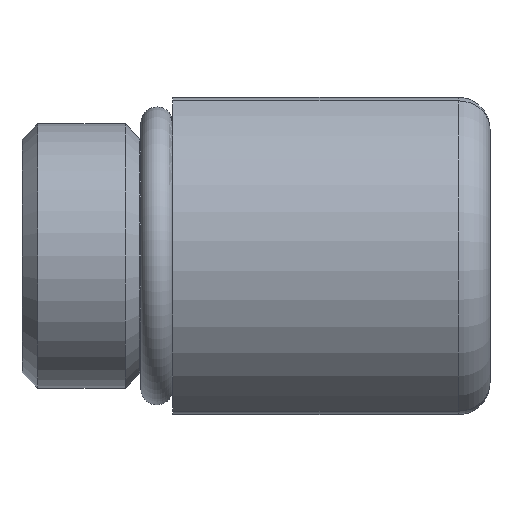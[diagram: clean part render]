
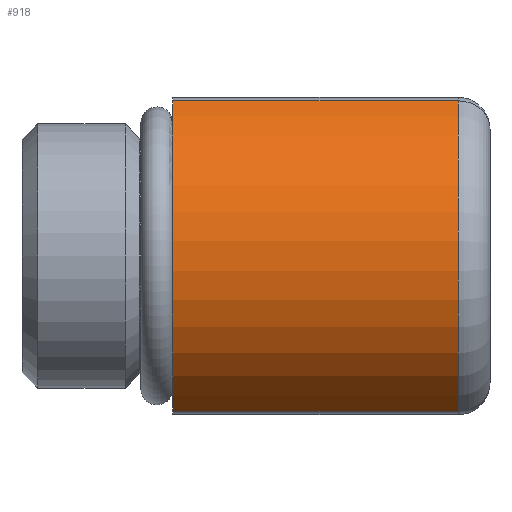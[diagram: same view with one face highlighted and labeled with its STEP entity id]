
A CAD part, left-side view. The second image highlights one B-rep face of the part: STEP entity #918.
In plain terms, the highlighted cylindrical face has radius 11 mm (diameter 22 mm), a partial arc.
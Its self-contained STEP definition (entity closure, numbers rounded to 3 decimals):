
#61=CYLINDRICAL_SURFACE('',#1029,11.);
#89=LINE('',#1499,#119);
#94=LINE('',#1520,#124);
#119=VECTOR('',#1197,10.);
#124=VECTOR('',#1224,10.);
#167=FACE_OUTER_BOUND('',#230,.T.);
#230=EDGE_LOOP('',(#626,#627,#628,#629));
#293=CIRCLE('',#1001,11.);
#312=CIRCLE('',#1030,11.);
#369=VERTEX_POINT('',#1458);
#371=VERTEX_POINT('',#1461);
#384=VERTEX_POINT('',#1497);
#389=VERTEX_POINT('',#1518);
#449=EDGE_CURVE('',#371,#369,#293,.T.);
#468=EDGE_CURVE('',#384,#369,#89,.T.);
#478=EDGE_CURVE('',#389,#384,#312,.T.);
#479=EDGE_CURVE('',#371,#389,#94,.T.);
#626=ORIENTED_EDGE('',*,*,#468,.F.);
#627=ORIENTED_EDGE('',*,*,#478,.F.);
#628=ORIENTED_EDGE('',*,*,#479,.F.);
#629=ORIENTED_EDGE('',*,*,#449,.T.);
#918=ADVANCED_FACE('',(#167),#61,.T.);
#1001=AXIS2_PLACEMENT_3D('',#1462,#1154,#1155);
#1029=AXIS2_PLACEMENT_3D('',#1517,#1220,#1221);
#1030=AXIS2_PLACEMENT_3D('',#1519,#1222,#1223);
#1154=DIRECTION('center_axis',(0.,-1.,0.));
#1155=DIRECTION('ref_axis',(1.,0.,0.));
#1197=DIRECTION('',(0.,1.,0.));
#1220=DIRECTION('center_axis',(0.,-1.,0.));
#1221=DIRECTION('ref_axis',(-1.,0.,0.));
#1222=DIRECTION('center_axis',(0.,-1.,0.));
#1223=DIRECTION('ref_axis',(-1.,0.,0.));
#1224=DIRECTION('',(0.,-1.,0.));
#1458=CARTESIAN_POINT('',(-17.93,7.867,-9.778));
#1461=CARTESIAN_POINT('',(-17.93,7.867,9.778));
#1462=CARTESIAN_POINT('Origin',(-12.891,7.867,0.));
#1497=CARTESIAN_POINT('',(-17.93,-10.133,-9.778));
#1499=CARTESIAN_POINT('',(-17.93,-2.133,-9.778));
#1517=CARTESIAN_POINT('Origin',(-12.891,-2.133,0.));
#1518=CARTESIAN_POINT('',(-17.93,-10.133,9.778));
#1519=CARTESIAN_POINT('Origin',(-12.891,-10.133,0.));
#1520=CARTESIAN_POINT('',(-17.93,-2.133,9.778));
